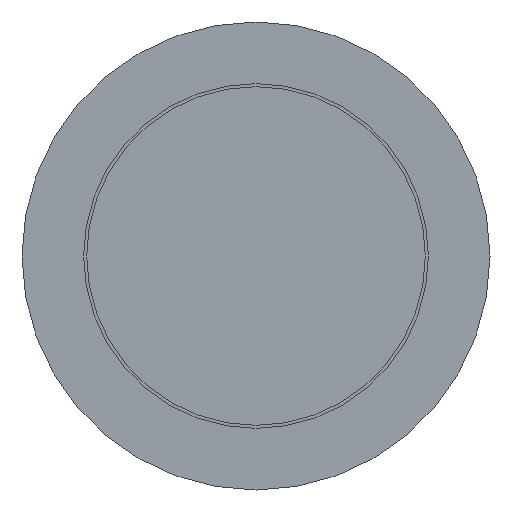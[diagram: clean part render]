
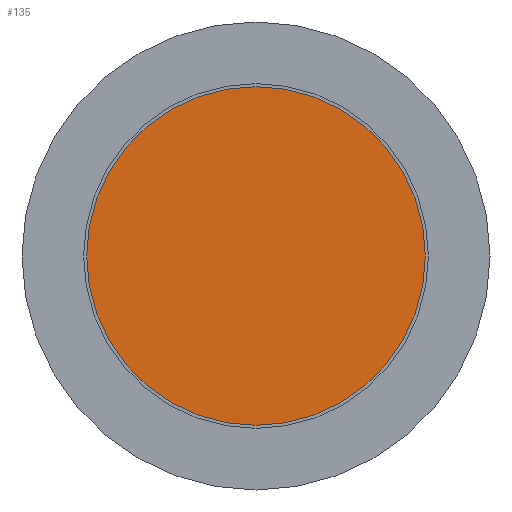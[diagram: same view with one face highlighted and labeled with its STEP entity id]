
A CAD part, front view. The second image highlights one B-rep face of the part: STEP entity #135.
In plain terms, the highlighted planar face has unit normal (0, -1, 0).
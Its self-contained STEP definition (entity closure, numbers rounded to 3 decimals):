
#1 = ORIENTED_EDGE ( 'NONE', *, *, #312, .T. ) ;
#66 = VERTEX_POINT ( 'NONE', #232 ) ;
#69 = DIRECTION ( 'NONE',  ( 0., 0., 1. ) ) ;
#93 = EDGE_LOOP ( 'NONE', ( #1 ) ) ;
#111 = AXIS2_PLACEMENT_3D ( 'NONE', #295, #166, #210 ) ;
#135 = ADVANCED_FACE ( 'NONE', ( #368 ), #266, .F. ) ;
#166 = DIRECTION ( 'NONE',  ( 0., -1., 0. ) ) ;
#200 = DIRECTION ( 'NONE',  ( 0., 1., 0. ) ) ;
#210 = DIRECTION ( 'NONE',  ( 0., 0., -1. ) ) ;
#232 = CARTESIAN_POINT ( 'NONE',  ( 0., 0., -13.75 ) ) ;
#248 = AXIS2_PLACEMENT_3D ( 'NONE', #445, #200, #69 ) ;
#266 = PLANE ( 'NONE',  #248 ) ;
#295 = CARTESIAN_POINT ( 'NONE',  ( 0., 0., 0. ) ) ;
#312 = EDGE_CURVE ( 'NONE', #66, #66, #349, .T. ) ;
#349 = CIRCLE ( 'NONE', #111, 13.75 ) ;
#368 = FACE_OUTER_BOUND ( 'NONE', #93, .T. ) ;
#445 = CARTESIAN_POINT ( 'NONE',  ( -13.75, 0., 0. ) ) ;
